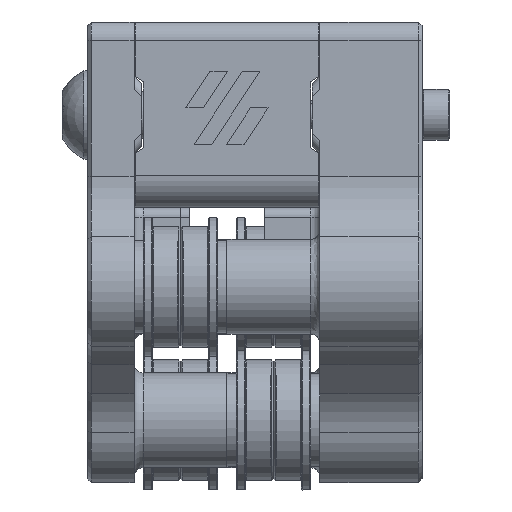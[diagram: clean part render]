
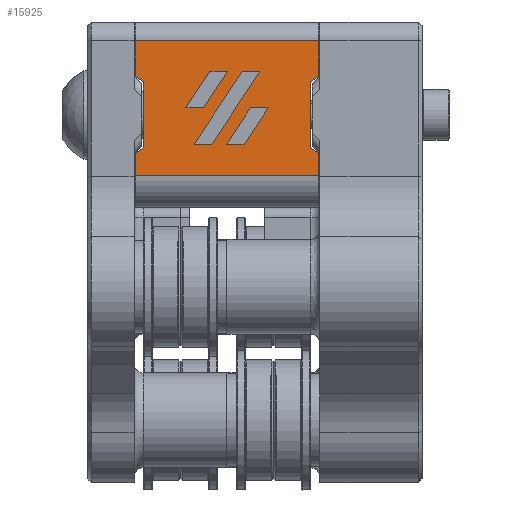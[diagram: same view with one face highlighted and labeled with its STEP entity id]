
A CAD part, left-side view. The second image highlights one B-rep face of the part: STEP entity #15925.
In plain terms, the highlighted planar face has unit normal (-1, 0, 0).
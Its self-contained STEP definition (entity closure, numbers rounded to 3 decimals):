
#1040=FACE_BOUND('',#3396,.T.);
#1041=FACE_BOUND('',#3397,.T.);
#1042=FACE_BOUND('',#3398,.T.);
#2358=FACE_OUTER_BOUND('',#3395,.T.);
#3395=EDGE_LOOP('',(#13724,#13725,#13726,#13727,#13728,#13729,#13730,#13731,
#13732,#13733,#13734,#13735));
#3396=EDGE_LOOP('',(#13736,#13737,#13738,#13739));
#3397=EDGE_LOOP('',(#13740,#13741,#13742,#13743));
#3398=EDGE_LOOP('',(#13744,#13745,#13746,#13747,#13748,#13749));
#4551=LINE('',#31716,#5984);
#4555=LINE('',#31724,#5988);
#4558=LINE('',#31730,#5991);
#4561=LINE('',#31735,#5994);
#4563=LINE('',#31741,#5996);
#4567=LINE('',#31749,#6000);
#4570=LINE('',#31755,#6003);
#4573=LINE('',#31760,#6006);
#4575=LINE('',#31766,#6008);
#4579=LINE('',#31774,#6012);
#4582=LINE('',#31780,#6015);
#4585=LINE('',#31786,#6018);
#4588=LINE('',#31792,#6021);
#4591=LINE('',#31797,#6024);
#4594=LINE('',#31808,#6027);
#4598=LINE('',#31816,#6031);
#4602=LINE('',#31829,#6035);
#4603=LINE('',#31832,#6036);
#4604=LINE('',#31834,#6037);
#4605=LINE('',#31836,#6038);
#4606=LINE('',#31837,#6039);
#4607=LINE('',#31839,#6040);
#4608=LINE('',#31841,#6041);
#4609=LINE('',#31843,#6042);
#4610=LINE('',#31845,#6043);
#4611=LINE('',#31846,#6044);
#5984=VECTOR('',#21519,10.);
#5988=VECTOR('',#21525,10.);
#5991=VECTOR('',#21530,10.);
#5994=VECTOR('',#21535,10.);
#5996=VECTOR('',#21541,10.);
#6000=VECTOR('',#21547,10.);
#6003=VECTOR('',#21552,10.);
#6006=VECTOR('',#21557,10.);
#6008=VECTOR('',#21563,10.);
#6012=VECTOR('',#21569,10.);
#6015=VECTOR('',#21574,10.);
#6018=VECTOR('',#21579,10.);
#6021=VECTOR('',#21584,10.);
#6024=VECTOR('',#21589,10.);
#6027=VECTOR('',#21600,10.);
#6031=VECTOR('',#21606,10.);
#6035=VECTOR('',#21618,10.);
#6036=VECTOR('',#21621,10.);
#6037=VECTOR('',#21622,10.);
#6038=VECTOR('',#21623,10.);
#6039=VECTOR('',#21624,10.);
#6040=VECTOR('',#21625,10.);
#6041=VECTOR('',#21626,10.);
#6042=VECTOR('',#21627,10.);
#6043=VECTOR('',#21628,10.);
#6044=VECTOR('',#21629,10.);
#7569=VERTEX_POINT('',#31714);
#7570=VERTEX_POINT('',#31715);
#7573=VERTEX_POINT('',#31723);
#7575=VERTEX_POINT('',#31729);
#7577=VERTEX_POINT('',#31739);
#7578=VERTEX_POINT('',#31740);
#7581=VERTEX_POINT('',#31748);
#7583=VERTEX_POINT('',#31754);
#7585=VERTEX_POINT('',#31764);
#7586=VERTEX_POINT('',#31765);
#7589=VERTEX_POINT('',#31773);
#7591=VERTEX_POINT('',#31779);
#7593=VERTEX_POINT('',#31785);
#7595=VERTEX_POINT('',#31791);
#7597=VERTEX_POINT('',#31801);
#7600=VERTEX_POINT('',#31806);
#7603=VERTEX_POINT('',#31814);
#7605=VERTEX_POINT('',#31822);
#7608=VERTEX_POINT('',#31827);
#7609=VERTEX_POINT('',#31831);
#7610=VERTEX_POINT('',#31833);
#7611=VERTEX_POINT('',#31835);
#7612=VERTEX_POINT('',#31838);
#7613=VERTEX_POINT('',#31840);
#7614=VERTEX_POINT('',#31842);
#7615=VERTEX_POINT('',#31844);
#9637=EDGE_CURVE('',#7569,#7570,#4551,.T.);
#9641=EDGE_CURVE('',#7573,#7569,#4555,.T.);
#9644=EDGE_CURVE('',#7575,#7573,#4558,.T.);
#9647=EDGE_CURVE('',#7570,#7575,#4561,.T.);
#9649=EDGE_CURVE('',#7577,#7578,#4563,.T.);
#9653=EDGE_CURVE('',#7581,#7577,#4567,.T.);
#9656=EDGE_CURVE('',#7583,#7581,#4570,.T.);
#9659=EDGE_CURVE('',#7578,#7583,#4573,.T.);
#9661=EDGE_CURVE('',#7585,#7586,#4575,.T.);
#9665=EDGE_CURVE('',#7589,#7585,#4579,.T.);
#9668=EDGE_CURVE('',#7591,#7589,#4582,.T.);
#9671=EDGE_CURVE('',#7593,#7591,#4585,.T.);
#9674=EDGE_CURVE('',#7595,#7593,#4588,.T.);
#9677=EDGE_CURVE('',#7586,#7595,#4591,.T.);
#9682=EDGE_CURVE('',#7600,#7597,#4594,.T.);
#9686=EDGE_CURVE('',#7603,#7600,#4598,.T.);
#9692=EDGE_CURVE('',#7608,#7605,#4602,.T.);
#9693=EDGE_CURVE('',#7609,#7603,#4603,.T.);
#9694=EDGE_CURVE('',#7610,#7609,#4604,.T.);
#9695=EDGE_CURVE('',#7611,#7610,#4605,.T.);
#9696=EDGE_CURVE('',#7605,#7611,#4606,.T.);
#9697=EDGE_CURVE('',#7612,#7608,#4607,.T.);
#9698=EDGE_CURVE('',#7613,#7612,#4608,.T.);
#9699=EDGE_CURVE('',#7614,#7613,#4609,.T.);
#9700=EDGE_CURVE('',#7615,#7614,#4610,.T.);
#9701=EDGE_CURVE('',#7597,#7615,#4611,.T.);
#13724=ORIENTED_EDGE('',*,*,#9682,.F.);
#13725=ORIENTED_EDGE('',*,*,#9686,.F.);
#13726=ORIENTED_EDGE('',*,*,#9693,.F.);
#13727=ORIENTED_EDGE('',*,*,#9694,.F.);
#13728=ORIENTED_EDGE('',*,*,#9695,.F.);
#13729=ORIENTED_EDGE('',*,*,#9696,.F.);
#13730=ORIENTED_EDGE('',*,*,#9692,.F.);
#13731=ORIENTED_EDGE('',*,*,#9697,.F.);
#13732=ORIENTED_EDGE('',*,*,#9698,.F.);
#13733=ORIENTED_EDGE('',*,*,#9699,.F.);
#13734=ORIENTED_EDGE('',*,*,#9700,.F.);
#13735=ORIENTED_EDGE('',*,*,#9701,.F.);
#13736=ORIENTED_EDGE('',*,*,#9637,.T.);
#13737=ORIENTED_EDGE('',*,*,#9647,.T.);
#13738=ORIENTED_EDGE('',*,*,#9644,.T.);
#13739=ORIENTED_EDGE('',*,*,#9641,.T.);
#13740=ORIENTED_EDGE('',*,*,#9649,.T.);
#13741=ORIENTED_EDGE('',*,*,#9659,.T.);
#13742=ORIENTED_EDGE('',*,*,#9656,.T.);
#13743=ORIENTED_EDGE('',*,*,#9653,.T.);
#13744=ORIENTED_EDGE('',*,*,#9661,.T.);
#13745=ORIENTED_EDGE('',*,*,#9677,.T.);
#13746=ORIENTED_EDGE('',*,*,#9674,.T.);
#13747=ORIENTED_EDGE('',*,*,#9671,.T.);
#13748=ORIENTED_EDGE('',*,*,#9668,.T.);
#13749=ORIENTED_EDGE('',*,*,#9665,.T.);
#14996=PLANE('',#17661);
#15925=ADVANCED_FACE('',(#2358,#1040,#1041,#1042),#14996,.T.);
#17661=AXIS2_PLACEMENT_3D('',#31830,#21619,#21620);
#21519=DIRECTION('',(0.,0.549,-0.836));
#21525=DIRECTION('',(0.,-1.,0.));
#21530=DIRECTION('',(0.,-0.549,0.836));
#21535=DIRECTION('',(0.,1.,0.));
#21541=DIRECTION('',(0.,1.,0.));
#21547=DIRECTION('',(0.,0.549,-0.836));
#21552=DIRECTION('',(0.,-1.,0.));
#21557=DIRECTION('',(0.,-0.549,0.836));
#21563=DIRECTION('',(0.,1.,0.));
#21569=DIRECTION('',(0.,0.549,-0.836));
#21574=DIRECTION('',(0.,-1.,0.));
#21579=DIRECTION('',(0.,0.549,0.836));
#21584=DIRECTION('',(0.,-1.,0.));
#21589=DIRECTION('',(0.,-0.549,0.836));
#21600=DIRECTION('',(0.,1.,0.));
#21606=DIRECTION('',(0.,0.,-1.));
#21618=DIRECTION('',(0.,-1.,0.));
#21619=DIRECTION('center_axis',(-1.,0.,0.));
#21620=DIRECTION('ref_axis',(0.,0.,
1.));
#21621=DIRECTION('',(0.,-0.836,-0.549));
#21622=DIRECTION('',(0.,0.,-1.));
#21623=DIRECTION('',(0.,0.836,-0.549));
#21624=DIRECTION('',(0.,0.,-1.));
#21625=DIRECTION('',(0.,0.,1.));
#21626=DIRECTION('',(0.,0.836,0.549));
#21627=DIRECTION('',(0.,0.,1.));
#21628=DIRECTION('',(0.,-0.836,0.549));
#21629=DIRECTION('',(0.,0.,1.));
#31714=CARTESIAN_POINT('',(-154.848,-189.968,13.715));
#31715=CARTESIAN_POINT('',(-154.848,-184.808,5.861));
#31716=CARTESIAN_POINT('',(-154.848,-188.363,11.272));
#31723=CARTESIAN_POINT('',(-154.848,-188.081,13.715));
#31724=CARTESIAN_POINT('',(-154.848,-187.263,13.715));
#31729=CARTESIAN_POINT('',(-154.848,-182.921,5.861));
#31730=CARTESIAN_POINT('',(-154.848,-184.181,7.778));
#31735=CARTESIAN_POINT('',(-154.848,-185.627,5.861));
#31739=CARTESIAN_POINT('',(-154.848,-183.917,9.788));
#31740=CARTESIAN_POINT('',(-154.848,-182.025,9.788));
#31741=CARTESIAN_POINT('',(-154.848,-185.181,9.788));
#31748=CARTESIAN_POINT('',(-154.848,-186.494,13.715));
#31749=CARTESIAN_POINT('',(-154.848,-185.413,12.068));
#31754=CARTESIAN_POINT('',(-154.848,-184.606,13.715));
#31755=CARTESIAN_POINT('',(-154.848,-185.526,13.715));
#31760=CARTESIAN_POINT('',(-154.848,-182.519,10.54));
#31764=CARTESIAN_POINT('',(-154.848,-188.285,5.861));
#31765=CARTESIAN_POINT('',(-154.848,-186.399,5.861));
#31766=CARTESIAN_POINT('',(-154.848,-187.365,5.861));
#31773=CARTESIAN_POINT('',(-154.848,-190.867,9.788));
#31774=CARTESIAN_POINT('',(-154.848,-190.027,8.51));
#31779=CARTESIAN_POINT('',(-154.848,-190.864,9.788));
#31780=CARTESIAN_POINT('',(-154.848,-188.655,9.788));
#31785=CARTESIAN_POINT('',(-154.848,-190.864,9.787));
#31786=CARTESIAN_POINT('',(-154.848,-190.37,10.539));
#31791=CARTESIAN_POINT('',(-154.848,-188.979,9.787));
#31792=CARTESIAN_POINT('',(-154.848,-187.712,9.787));
#31797=CARTESIAN_POINT('',(-154.848,-187.135,6.98));
#31801=CARTESIAN_POINT('',(-154.848,-176.546,2.536));
#31806=CARTESIAN_POINT('',(-154.848,-196.346,2.536));
#31808=CARTESIAN_POINT('',(-154.848,-181.496,2.536));
#31814=CARTESIAN_POINT('',(-154.848,-196.346,4.909));
#31816=CARTESIAN_POINT('',(-154.848,-196.346,4.036));
#31822=CARTESIAN_POINT('',(-154.848,-196.346,17.036));
#31827=CARTESIAN_POINT('',(-154.848,-176.546,17.036));
#31829=CARTESIAN_POINT('',(-154.848,-191.396,17.036));
#31830=CARTESIAN_POINT('Origin',(-154.848,-186.446,9.036));
#31831=CARTESIAN_POINT('',(-154.848,-195.471,5.484));
#31832=CARTESIAN_POINT('',(-154.848,-191.941,7.803));
#31833=CARTESIAN_POINT('',(-154.848,-195.471,12.588));
#31834=CARTESIAN_POINT('',(-154.848,-195.471,7.26));
#31835=CARTESIAN_POINT('',(-154.848,-196.346,13.163));
#31836=CARTESIAN_POINT('',(-154.848,-191.504,9.981));
#31837=CARTESIAN_POINT('',(-154.848,-196.346,11.099));
#31838=CARTESIAN_POINT('',(-154.848,-176.546,13.163));
#31839=CARTESIAN_POINT('',(-154.848,-176.546,14.036));
#31840=CARTESIAN_POINT('',(-154.848,-177.421,12.588));
#31841=CARTESIAN_POINT('',(-154.848,-180.95,10.268));
#31842=CARTESIAN_POINT('',(-154.848,-177.421,5.484));
#31843=CARTESIAN_POINT('',(-154.848,-177.421,10.812));
#31844=CARTESIAN_POINT('',(-154.848,-176.546,4.909));
#31845=CARTESIAN_POINT('',(-154.848,-181.387,8.09));
#31846=CARTESIAN_POINT('',(-154.848,-176.546,6.972));
